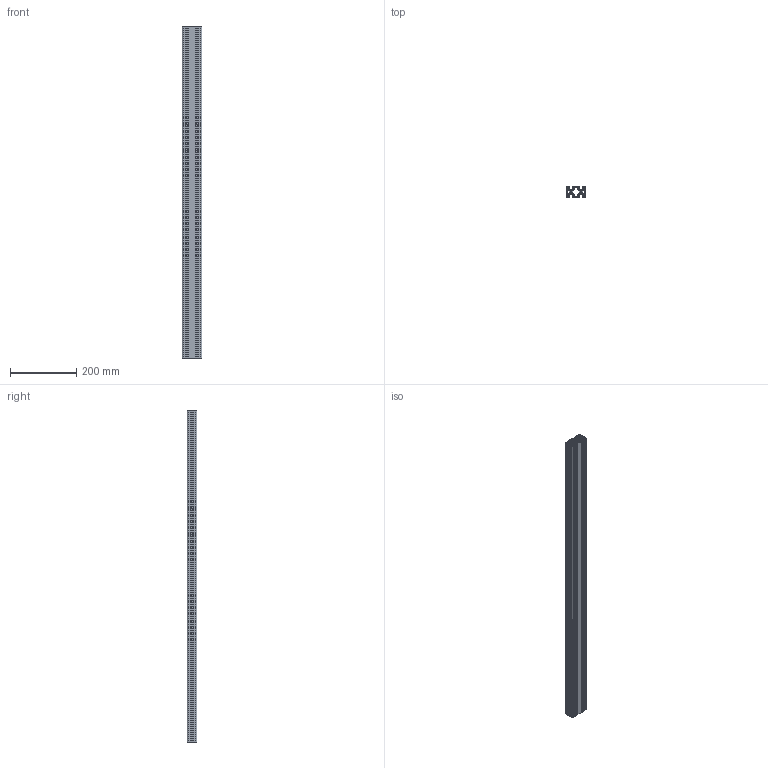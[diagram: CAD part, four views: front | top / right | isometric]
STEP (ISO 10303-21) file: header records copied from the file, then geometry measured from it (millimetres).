
FILE_DESCRIPTION(/* description */ (''),/* implementation_level */ '2;1');
FILE_NAME(/* name */ '10052_KriTec_Profil_6_60x30_leicht.stp',/* time_stamp */ '2014-08-27T16:15:21+02:00',/* author */ ('kostic'),/* organization */ (''),/* preprocessor_version */ 'ST-DEVELOPER v15.2',/* originating_system */ 'Autodesk Inventor 2014',/* authorisation */ '');
FILE_SCHEMA (('AUTOMOTIVE_DESIGN { 1 0 10303 214 3 1 1 }'));
Length unit declared in the file: millimetre
Products named in the file (1): 10052_KriTec_Profil_6_60x30_leicht
Bounding box: 60 x 30 x 1000 mm (x, y, z)
Volume: 619556.5 mm3; surface area: 562956.2 mm2
Topology: 1 solids, 1 shells, 236 faces, 702 edges, 468 vertices
Faces by surface type: plane 118, cylinder 118
Full cylindrical faces by diameter (mm): 5 x2
Entity records: 8021 total; most frequent: DIRECTION 1410, CARTESIAN_POINT 1405, ORIENTED_EDGE 1400, EDGE_CURVE 700, AXIS2_PLACEMENT_3D 473, VERTEX_POINT 468, LINE 464, VECTOR 464
